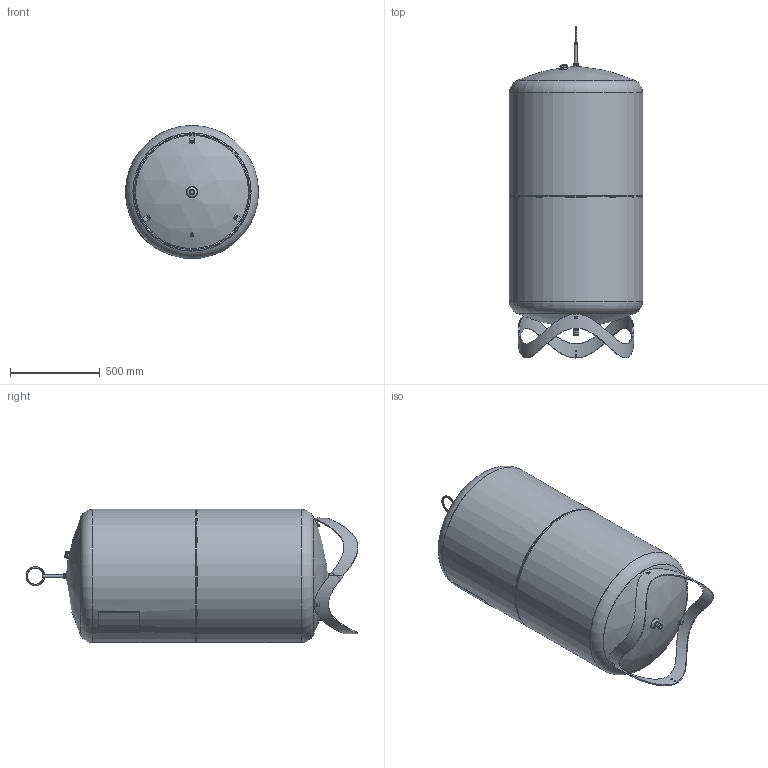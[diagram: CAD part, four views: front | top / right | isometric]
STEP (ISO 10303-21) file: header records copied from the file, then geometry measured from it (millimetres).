
FILE_DESCRIPTION((''),'2;1');
FILE_NAME('7103012_3D_1002_00_DE_FR_IT_EN_NL_UPD.stp','2015-01-08T11:59:58',('SCG'),(''),'Autodesk Inventor 2013','Autodesk Inventor 2013','');
FILE_SCHEMA(('AUTOMOTIVE_DESIGN { 1 0 10303 214 1 1 1 1 }'));
Length unit declared in the file: millimetre
Products named in the file (1): 119581
Bounding box: 740 x 1844.96 x 740.3 mm (x, y, z)
Volume: 39102571.5 mm3; surface area: 10137111.5 mm2
Topology: 5 solids, 6 shells, 413 faces, 1088 edges, 700 vertices
Faces by surface type: plane 196, cylinder 108, cone 48, bspline 30, torus 26, sphere 4, revolution 1
Full cylindrical faces by diameter (mm): 4 x20, 7.5 x2, 8 x7, 8.4 x1, 9 x2, 10 x3, 11.027 x1, 12.6 x1, 14 x1, 14.95 x1, 17.2 x1, 18 x1, 20 x2, 24.117 x1, 26.44 x1, 26.5 x1, 26.8 x2, 27 x2, 30 x1, 30.8 x4, 32 x1, 33.3 x1, 40 x1, 41 x1, 45 x1, 55 x1, 58 x1, 628 x1, 640 x1, 728 x1
Entity records: 15783 total; most frequent: CARTESIAN_POINT 5917, DIRECTION 1903, ORIENTED_EDGE 1842, EDGE_CURVE 921, AXIS2_PLACEMENT_3D 784, VERTEX_POINT 656, EDGE_LOOP 645, FACE_OUTER_BOUND 413
